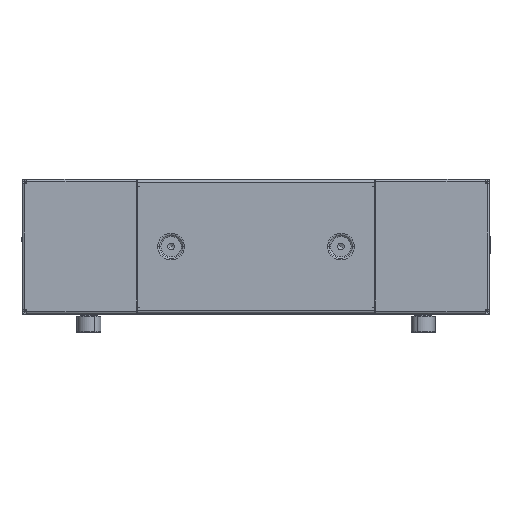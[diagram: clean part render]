
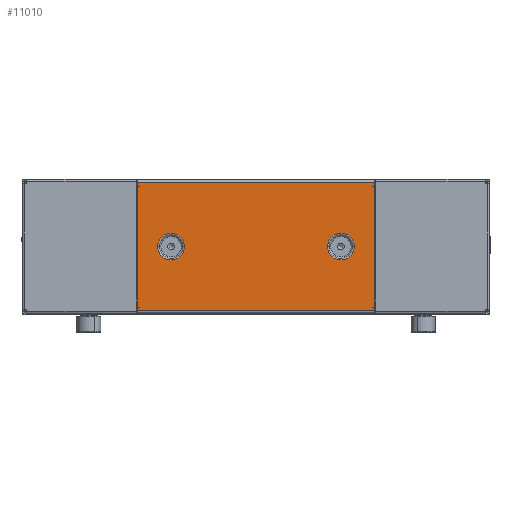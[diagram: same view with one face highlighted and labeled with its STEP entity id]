
A CAD part, top view. The second image highlights one B-rep face of the part: STEP entity #11010.
In plain terms, the highlighted face is planar.
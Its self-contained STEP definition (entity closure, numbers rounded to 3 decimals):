
#1127 = CARTESIAN_POINT ( 'NONE',  ( -73.5, 0., 0. ) ) ;
#1134 = CARTESIAN_POINT ( 'NONE',  ( 89., -47.9, 0. ) ) ;
#1193 = CARTESIAN_POINT ( 'NONE',  ( -89., 47.9, 0. ) ) ;
#1200 = CARTESIAN_POINT ( 'NONE',  ( 73.5, 0., 0. ) ) ;
#1202 = CARTESIAN_POINT ( 'NONE',  ( 89., 47.9, 0. ) ) ;
#1217 = CARTESIAN_POINT ( 'NONE',  ( -89., -47.9, 0. ) ) ;
#1247 = CARTESIAN_POINT ( 'NONE',  ( -53.5, 0., 0. ) ) ;
#1434 = CARTESIAN_POINT ( 'NONE',  ( 53.5, 0., 0. ) ) ;
#2742 = EDGE_LOOP ( 'NONE', ( #7920, #7908 ) ) ;
#3044 = EDGE_LOOP ( 'NONE', ( #7886, #7898, #7893, #7891 ) ) ;
#3242 = EDGE_LOOP ( 'NONE', ( #7417, #7155 ) ) ;
#5696 = EDGE_CURVE ( 'NONE', #24290, #23926, #10429, .T. ) ;
#5710 = EDGE_CURVE ( 'NONE', #24243, #24363, #10378, .T. ) ;
#5723 = EDGE_CURVE ( 'NONE', #24356, #24288, #10357, .T. ) ;
#5733 = EDGE_CURVE ( 'NONE', #24363, #24243, #10300, .T. ) ;
#5734 = EDGE_CURVE ( 'NONE', #24297, #24273, #10310, .T. ) ;
#5735 = EDGE_CURVE ( 'NONE', #24356, #24273, #10302, .T. ) ;
#5736 = EDGE_CURVE ( 'NONE', #24297, #24288, #10303, .T. ) ;
#5738 = EDGE_CURVE ( 'NONE', #23926, #24290, #10280, .T. ) ;
#7155 = ORIENTED_EDGE ( 'NONE', *, *, #5696, .F. ) ;
#7417 = ORIENTED_EDGE ( 'NONE', *, *, #5738, .F. ) ;
#7886 = ORIENTED_EDGE ( 'NONE', *, *, #5735, .T. ) ;
#7891 = ORIENTED_EDGE ( 'NONE', *, *, #5723, .F. ) ;
#7893 = ORIENTED_EDGE ( 'NONE', *, *, #5736, .T. ) ;
#7898 = ORIENTED_EDGE ( 'NONE', *, *, #5734, .F. ) ;
#7908 = ORIENTED_EDGE ( 'NONE', *, *, #5733, .T. ) ;
#7920 = ORIENTED_EDGE ( 'NONE', *, *, #5710, .T. ) ;
#9617 = FACE_BOUND ( 'NONE', #3242, .T. ) ;
#9621 = FACE_OUTER_BOUND ( 'NONE', #3044, .T. ) ;
#9630 = FACE_BOUND ( 'NONE', #2742, .T. ) ;
#10280 = CIRCLE ( 'NONE', #17673, 10. ) ;
#10295 = VECTOR ( 'NONE', #20401, 1000. ) ;
#10298 = VECTOR ( 'NONE', #20399, 1000. ) ;
#10300 = CIRCLE ( 'NONE', #17672, 10. ) ;
#10302 = LINE ( 'NONE', #20390, #10298 ) ;
#10303 = LINE ( 'NONE', #20396, #10295 ) ;
#10308 = VECTOR ( 'NONE', #20395, 1000. ) ;
#10310 = LINE ( 'NONE', #20699, #10308 ) ;
#10343 = VECTOR ( 'NONE', #20409, 1000. ) ;
#10357 = LINE ( 'NONE', #20400, #10343 ) ;
#10378 = CIRCLE ( 'NONE', #17692, 10. ) ;
#10429 = CIRCLE ( 'NONE', #17686, 10. ) ;
#11010 = ADVANCED_FACE ( 'NONE', ( #9630, #9621, #9617 ), #15312, .F. ) ;
#15305 = DIRECTION ( 'NONE',  ( 1., 0., 0. ) ) ;
#15307 = DIRECTION ( 'NONE',  ( 0., 0., 1. ) ) ;
#15312 = PLANE ( 'NONE',  #17505 ) ;
#15345 = CARTESIAN_POINT ( 'NONE',  ( -89., -48., 0. ) ) ;
#17505 = AXIS2_PLACEMENT_3D ( 'NONE', #15345, #15307, #15305 ) ;
#17672 = AXIS2_PLACEMENT_3D ( 'NONE', #20392, #20275, #20394 ) ;
#17673 = AXIS2_PLACEMENT_3D ( 'NONE', #20406, #20408, #20407 ) ;
#17686 = AXIS2_PLACEMENT_3D ( 'NONE', #20605, #20611, #20612 ) ;
#17692 = AXIS2_PLACEMENT_3D ( 'NONE', #20471, #20306, #20709 ) ;
#20275 = DIRECTION ( 'NONE',  ( 0., 0., 1. ) ) ;
#20306 = DIRECTION ( 'NONE',  ( 0., 0., 1. ) ) ;
#20390 = CARTESIAN_POINT ( 'NONE',  ( 89., -47.9, 0. ) ) ;
#20392 = CARTESIAN_POINT ( 'NONE',  ( -63.5, 0., 0. ) ) ;
#20394 = DIRECTION ( 'NONE',  ( 1., 0., 0. ) ) ;
#20395 = DIRECTION ( 'NONE',  ( 0., -1., 0. ) ) ;
#20396 = CARTESIAN_POINT ( 'NONE',  ( -89., 47.9, 0. ) ) ;
#20399 = DIRECTION ( 'NONE',  ( -1., 0., 0. ) ) ;
#20400 = CARTESIAN_POINT ( 'NONE',  ( 89., 48., 0. ) ) ;
#20401 = DIRECTION ( 'NONE',  ( 1., 0., 0. ) ) ;
#20406 = CARTESIAN_POINT ( 'NONE',  ( 63.5, 0., 0. ) ) ;
#20407 = DIRECTION ( 'NONE',  ( -1., 0., 0. ) ) ;
#20408 = DIRECTION ( 'NONE',  ( 0., 0., -1. ) ) ;
#20409 = DIRECTION ( 'NONE',  ( 0., 1., 0. ) ) ;
#20471 = CARTESIAN_POINT ( 'NONE',  ( -63.5, 0., 0. ) ) ;
#20605 = CARTESIAN_POINT ( 'NONE',  ( 63.5, 0., 0. ) ) ;
#20611 = DIRECTION ( 'NONE',  ( 0., 0., -1. ) ) ;
#20612 = DIRECTION ( 'NONE',  ( -1., 0., 0. ) ) ;
#20699 = CARTESIAN_POINT ( 'NONE',  ( -89., 48., 0. ) ) ;
#20709 = DIRECTION ( 'NONE',  ( 1., 0., 0. ) ) ;
#23926 = VERTEX_POINT ( 'NONE', #1434 ) ;
#24243 = VERTEX_POINT ( 'NONE', #1247 ) ;
#24273 = VERTEX_POINT ( 'NONE', #1217 ) ;
#24288 = VERTEX_POINT ( 'NONE', #1202 ) ;
#24290 = VERTEX_POINT ( 'NONE', #1200 ) ;
#24297 = VERTEX_POINT ( 'NONE', #1193 ) ;
#24356 = VERTEX_POINT ( 'NONE', #1134 ) ;
#24363 = VERTEX_POINT ( 'NONE', #1127 ) ;
